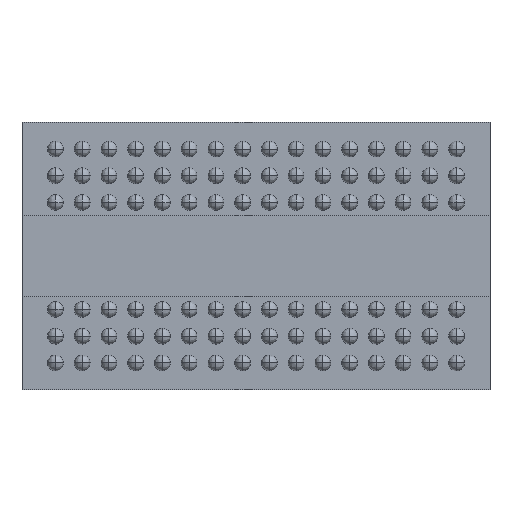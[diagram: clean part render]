
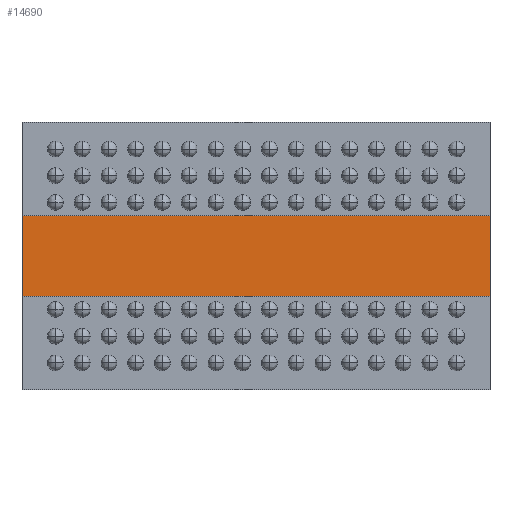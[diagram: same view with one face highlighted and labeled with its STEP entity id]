
A CAD part, left-side view. The second image highlights one B-rep face of the part: STEP entity #14690.
In plain terms, the highlighted free-form (B-spline) face has degree [1, 1] with [2, 2] control points.
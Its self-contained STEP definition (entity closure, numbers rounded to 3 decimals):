
#14655=(
BOUNDED_SURFACE()
B_SPLINE_SURFACE(1,1,((#14656,#14657),(#14658,#14659)),.UNSPECIFIED.,.F.,.F.,.F.)
B_SPLINE_SURFACE_WITH_KNOTS((2,2),(2,2),(0.000,1.000),(0.000,1.000),.UNSPECIFIED.)
GEOMETRIC_REPRESENTATION_ITEM()
RATIONAL_B_SPLINE_SURFACE(((1.,1.),(1.,1.)))
REPRESENTATION_ITEM('')
SURFACE()
);
#14656=CARTESIAN_POINT('',(0.,-7.,-1.2));
#14657=CARTESIAN_POINT('',(0.,7.,-1.2));
#14658=CARTESIAN_POINT('',(0.,-7.,1.2));
#14659=CARTESIAN_POINT('',(0.,7.,1.2));
#14660=CARTESIAN_POINT('',(0.,-7.,1.2));
#14661=VERTEX_POINT('',#14660);
#14662=(
BOUNDED_CURVE()
B_SPLINE_CURVE(1,(#14663,#14664),.UNSPECIFIED.,.F.,.F.)
B_SPLINE_CURVE_WITH_KNOTS((2,2),(0.000,1.000),.UNSPECIFIED.)
CURVE()
GEOMETRIC_REPRESENTATION_ITEM()
RATIONAL_B_SPLINE_CURVE((1.,1.))
REPRESENTATION_ITEM('')
);
#14663=CARTESIAN_POINT('',(0.,-7.,1.2));
#14664=CARTESIAN_POINT('',(0.,-7.,-1.2));
#14665=CARTESIAN_POINT('',(0.,-7.,-1.2));
#14666=VERTEX_POINT('',#14665);
#14667=EDGE_CURVE('',#14661,#14666,#14662,.T.);
#14668=ORIENTED_EDGE('',*,*,#14667,.T.);
#14669=(
BOUNDED_CURVE()
B_SPLINE_CURVE(1,(#14670,#14671),.UNSPECIFIED.,.F.,.F.)
B_SPLINE_CURVE_WITH_KNOTS((2,2),(0.000,1.000),.UNSPECIFIED.)
CURVE()
GEOMETRIC_REPRESENTATION_ITEM()
RATIONAL_B_SPLINE_CURVE((1.,1.))
REPRESENTATION_ITEM('')
);
#14670=CARTESIAN_POINT('',(0.,-7.,-1.2));
#14671=CARTESIAN_POINT('',(0.,7.,-1.2));
#14672=CARTESIAN_POINT('',(0.,7.,-1.2));
#14673=VERTEX_POINT('',#14672);
#14674=EDGE_CURVE('',#14666,#14673,#14669,.T.);
#14675=ORIENTED_EDGE('',*,*,#14674,.T.);
#14676=(
BOUNDED_CURVE()
B_SPLINE_CURVE(1,(#14677,#14678),.UNSPECIFIED.,.F.,.F.)
B_SPLINE_CURVE_WITH_KNOTS((2,2),(0.000,1.000),.UNSPECIFIED.)
CURVE()
GEOMETRIC_REPRESENTATION_ITEM()
RATIONAL_B_SPLINE_CURVE((1.,1.))
REPRESENTATION_ITEM('')
);
#14677=CARTESIAN_POINT('',(0.,7.,-1.2));
#14678=CARTESIAN_POINT('',(0.,7.,1.2));
#14679=CARTESIAN_POINT('',(0.,7.,1.2));
#14680=VERTEX_POINT('',#14679);
#14681=EDGE_CURVE('',#14673,#14680,#14676,.T.);
#14682=ORIENTED_EDGE('',*,*,#14681,.T.);
#14683=(
BOUNDED_CURVE()
B_SPLINE_CURVE(1,(#14684,#14685),.UNSPECIFIED.,.F.,.F.)
B_SPLINE_CURVE_WITH_KNOTS((2,2),(0.000,1.000),.UNSPECIFIED.)
CURVE()
GEOMETRIC_REPRESENTATION_ITEM()
RATIONAL_B_SPLINE_CURVE((1.,1.))
REPRESENTATION_ITEM('')
);
#14684=CARTESIAN_POINT('',(0.,7.,1.2));
#14685=CARTESIAN_POINT('',(0.,-7.,1.2));
#14686=EDGE_CURVE('',#14680,#14661,#14683,.T.);
#14687=ORIENTED_EDGE('',*,*,#14686,.T.);
#14688=EDGE_LOOP('',(#14668,#14675,#14682,#14687));
#14689=FACE_OUTER_BOUND('',#14688,.T.);
#14690=ADVANCED_FACE('',(#14689),#14655,.T.);
